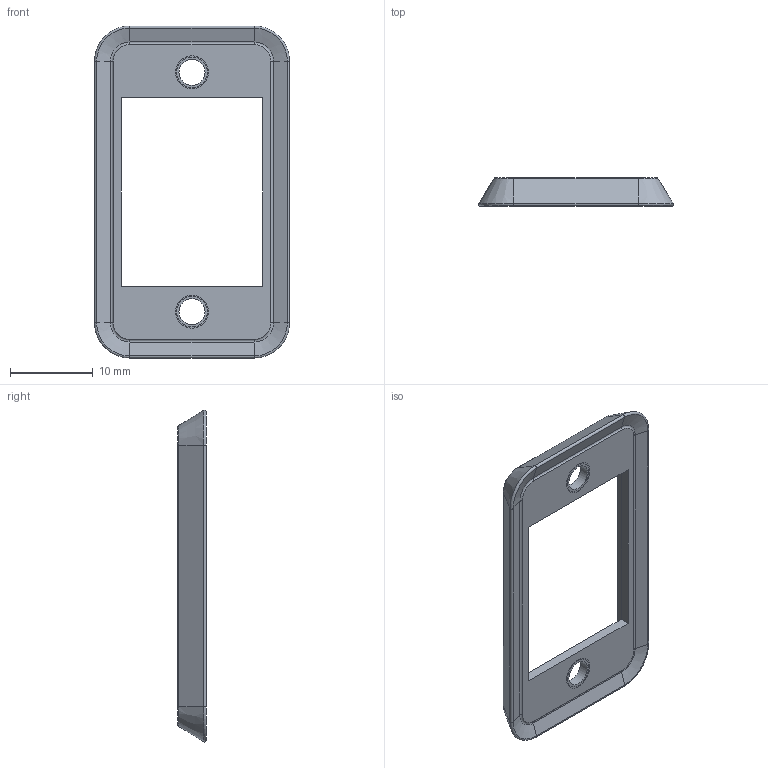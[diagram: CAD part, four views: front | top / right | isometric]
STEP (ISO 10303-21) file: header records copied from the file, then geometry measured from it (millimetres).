
FILE_DESCRIPTION(/* description */ (''),/* implementation_level */ '2;1');
FILE_NAME(/* name */ 'CP299818 blue.stp',/* time_stamp */ '2025-04-17T08:46:12+01:00',/* author */ ('tottley'),/* organization */ (''),/* preprocessor_version */ 'ST-DEVELOPER v20',/* originating_system */ 'Autodesk Inventor 2025',/* authorisation */ '');
FILE_SCHEMA (('AUTOMOTIVE_DESIGN { 1 0 10303 214 3 1 1 }'));
Length unit declared in the file: millimetre
Products named in the file (1): CP299812 to CP299818
Bounding box: 23.62 x 3.4 x 40.22 mm (x, y, z)
Volume: 774 mm3; surface area: 1582.9 mm2
Topology: 1 solids, 1 shells, 99 faces, 218 edges, 132 vertices
Faces by surface type: plane 42, cylinder 22, torus 16, bspline 11, cone 8
Full cylindrical faces by diameter (mm): 3.15 x2
Entity records: 2910 total; most frequent: CARTESIAN_POINT 577, DIRECTION 450, ORIENTED_EDGE 436, EDGE_CURVE 218, AXIS2_PLACEMENT_3D 165, VERTEX_POINT 132, LINE 120, VECTOR 120
